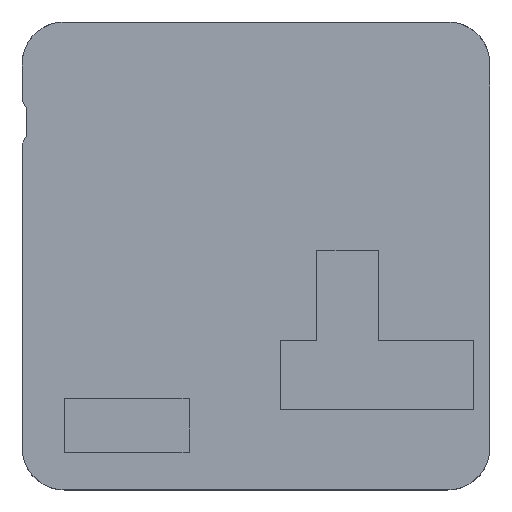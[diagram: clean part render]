
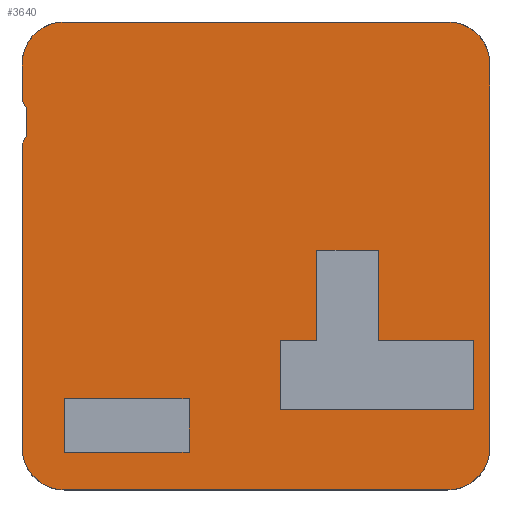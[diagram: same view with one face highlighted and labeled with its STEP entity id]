
A CAD part, top view. The second image highlights one B-rep face of the part: STEP entity #3640.
In plain terms, the highlighted planar face has unit normal (0, 0, 1).
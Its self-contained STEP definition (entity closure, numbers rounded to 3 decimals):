
#14=FACE_BOUND('',#362,.T.);
#15=FACE_BOUND('',#363,.T.);
#182=FACE_OUTER_BOUND('',#361,.T.);
#361=EDGE_LOOP('',(#3135,#3136,#3137,#3138,#3139,#3140,#3141,#3142,#3143,
#3144,#3145,#3146));
#362=EDGE_LOOP('',(#3147,#3148,#3149,#3150,#3151,#3152,#3153,#3154));
#363=EDGE_LOOP('',(#3155,#3156,#3157,#3158));
#449=CIRCLE('',#3856,4.7);
#451=CIRCLE('',#3859,4.7);
#453=CIRCLE('',#3863,4.7);
#454=CIRCLE('',#3865,4.7);
#685=LINE('',#5372,#1160);
#695=LINE('',#5393,#1170);
#836=LINE('',#5713,#1311);
#843=LINE('',#5727,#1318);
#846=LINE('',#5733,#1321);
#849=LINE('',#5738,#1324);
#851=LINE('',#5742,#1326);
#855=LINE('',#5749,#1330);
#863=LINE('',#5768,#1338);
#873=LINE('',#5790,#1348);
#875=LINE('',#5795,#1350);
#878=LINE('',#5800,#1353);
#880=LINE('',#5804,#1355);
#882=LINE('',#5808,#1357);
#889=LINE('',#5820,#1364);
#890=LINE('',#5822,#1365);
#891=LINE('',#5824,#1366);
#892=LINE('',#5825,#1367);
#893=LINE('',#5827,#1368);
#894=LINE('',#5828,#1369);
#1160=VECTOR('',#4367,10.);
#1170=VECTOR('',#4381,10.);
#1311=VECTOR('',#4630,10.);
#1318=VECTOR('',#4639,10.);
#1321=VECTOR('',#4644,10.);
#1324=VECTOR('',#4649,10.);
#1326=VECTOR('',#4653,10.);
#1330=VECTOR('',#4659,10.);
#1338=VECTOR('',#4679,10.);
#1348=VECTOR('',#4701,10.);
#1350=VECTOR('',#4705,10.);
#1353=VECTOR('',#4710,10.);
#1355=VECTOR('',#4714,10.);
#1357=VECTOR('',#4718,10.);
#1364=VECTOR('',#4731,10.);
#1365=VECTOR('',#4732,10.);
#1366=VECTOR('',#4733,10.);
#1367=VECTOR('',#4734,10.);
#1368=VECTOR('',#4735,10.);
#1369=VECTOR('',#4736,10.);
#1581=VERTEX_POINT('',#5369);
#1582=VERTEX_POINT('',#5371);
#1590=VERTEX_POINT('',#5390);
#1591=VERTEX_POINT('',#5392);
#1715=VERTEX_POINT('',#5710);
#1716=VERTEX_POINT('',#5712);
#1721=VERTEX_POINT('',#5724);
#1722=VERTEX_POINT('',#5726);
#1723=VERTEX_POINT('',#5730);
#1724=VERTEX_POINT('',#5732);
#1725=VERTEX_POINT('',#5736);
#1726=VERTEX_POINT('',#5740);
#1728=VERTEX_POINT('',#5747);
#1731=VERTEX_POINT('',#5759);
#1733=VERTEX_POINT('',#5766);
#1739=VERTEX_POINT('',#5786);
#1740=VERTEX_POINT('',#5792);
#1741=VERTEX_POINT('',#5794);
#1742=VERTEX_POINT('',#5798);
#1743=VERTEX_POINT('',#5802);
#1744=VERTEX_POINT('',#5806);
#1747=VERTEX_POINT('',#5821);
#1748=VERTEX_POINT('',#5823);
#1749=VERTEX_POINT('',#5826);
#2016=EDGE_CURVE('',#1582,#1581,#685,.T.);
#2026=EDGE_CURVE('',#1591,#1590,#695,.T.);
#2186=EDGE_CURVE('',#1716,#1715,#836,.T.);
#2193=EDGE_CURVE('',#1722,#1721,#843,.T.);
#2196=EDGE_CURVE('',#1724,#1723,#846,.T.);
#2199=EDGE_CURVE('',#1723,#1725,#849,.T.);
#2201=EDGE_CURVE('',#1725,#1726,#851,.T.);
#2205=EDGE_CURVE('',#1726,#1728,#855,.T.);
#2209=EDGE_CURVE('',#1728,#1582,#449,.T.);
#2212=EDGE_CURVE('',#1581,#1731,#451,.T.);
#2216=EDGE_CURVE('',#1731,#1733,#863,.T.);
#2225=EDGE_CURVE('',#1733,#1591,#453,.T.);
#2228=EDGE_CURVE('',#1590,#1739,#454,.T.);
#2229=EDGE_CURVE('',#1739,#1724,#873,.T.);
#2231=EDGE_CURVE('',#1741,#1740,#875,.T.);
#2234=EDGE_CURVE('',#1742,#1740,#878,.T.);
#2236=EDGE_CURVE('',#1743,#1715,#880,.T.);
#2238=EDGE_CURVE('',#1743,#1744,#882,.T.);
#2245=EDGE_CURVE('',#1721,#1716,#889,.T.);
#2246=EDGE_CURVE('',#1744,#1747,#890,.T.);
#2247=EDGE_CURVE('',#1748,#1747,#891,.T.);
#2248=EDGE_CURVE('',#1748,#1722,#892,.T.);
#2249=EDGE_CURVE('',#1742,#1749,#893,.T.);
#2250=EDGE_CURVE('',#1749,#1741,#894,.T.);
#3135=ORIENTED_EDGE('',*,*,#2229,.T.);
#3136=ORIENTED_EDGE('',*,*,#2196,.T.);
#3137=ORIENTED_EDGE('',*,*,#2199,.T.);
#3138=ORIENTED_EDGE('',*,*,#2201,.T.);
#3139=ORIENTED_EDGE('',*,*,#2205,.T.);
#3140=ORIENTED_EDGE('',*,*,#2209,.T.);
#3141=ORIENTED_EDGE('',*,*,#2016,.T.);
#3142=ORIENTED_EDGE('',*,*,#2212,.T.);
#3143=ORIENTED_EDGE('',*,*,#2216,.T.);
#3144=ORIENTED_EDGE('',*,*,#2225,.T.);
#3145=ORIENTED_EDGE('',*,*,#2026,.T.);
#3146=ORIENTED_EDGE('',*,*,#2228,.T.);
#3147=ORIENTED_EDGE('',*,*,#2245,.T.);
#3148=ORIENTED_EDGE('',*,*,#2186,.T.);
#3149=ORIENTED_EDGE('',*,*,#2236,.F.);
#3150=ORIENTED_EDGE('',*,*,#2238,.T.);
#3151=ORIENTED_EDGE('',*,*,#2246,.T.);
#3152=ORIENTED_EDGE('',*,*,#2247,.F.);
#3153=ORIENTED_EDGE('',*,*,#2248,.T.);
#3154=ORIENTED_EDGE('',*,*,#2193,.T.);
#3155=ORIENTED_EDGE('',*,*,#2249,.T.);
#3156=ORIENTED_EDGE('',*,*,#2250,.T.);
#3157=ORIENTED_EDGE('',*,*,#2231,.T.);
#3158=ORIENTED_EDGE('',*,*,#2234,.F.);
#3466=PLANE('',#3873);
#3640=ADVANCED_FACE('',(#182,#14,#15),#3466,.F.);
#3856=AXIS2_PLACEMENT_3D('',#5755,#4665,#4666);
#3859=AXIS2_PLACEMENT_3D('',#5761,#4672,#4673);
#3863=AXIS2_PLACEMENT_3D('',#5783,#4691,#4692);
#3865=AXIS2_PLACEMENT_3D('',#5788,#4697,#4698);
#3873=AXIS2_PLACEMENT_3D('',#5819,#4729,#4730);
#4367=DIRECTION('',(1.,0.,0.));
#4381=DIRECTION('',(-1.,0.,0.));
#4630=DIRECTION('',(-1.,0.,0.));
#4639=DIRECTION('',(1.,0.,0.));
#4644=DIRECTION('',(0.447,-0.894,0.));
#4649=DIRECTION('',(0.,-1.,0.));
#4653=DIRECTION('',(-0.447,-0.894,0.));
#4659=DIRECTION('',(0.,-1.,0.));
#4665=DIRECTION('center_axis',(0.,0.,1.));
#4666=DIRECTION('ref_axis',(-1.,0.,0.));
#4672=DIRECTION('center_axis',(0.,0.,1.));
#4673=DIRECTION('ref_axis',(0.,-1.,0.));
#4679=DIRECTION('',(0.,1.,0.));
#4691=DIRECTION('center_axis',(0.,0.,1.));
#4692=DIRECTION('ref_axis',(1.,0.,0.));
#4697=DIRECTION('center_axis',(0.,0.,1.));
#4698=DIRECTION('ref_axis',(0.,1.,0.));
#4701=DIRECTION('',(0.,-1.,0.));
#4705=DIRECTION('',(0.,-1.,0.));
#4710=DIRECTION('',(1.,0.,0.));
#4714=DIRECTION('',(0.,-1.,0.));
#4718=DIRECTION('',(1.,0.,0.));
#4729=DIRECTION('center_axis',(0.,0.,-1.));
#4730=DIRECTION('ref_axis',(-1.,0.,0.));
#4731=DIRECTION('',(0.,-1.,0.));
#4732=DIRECTION('',(0.,1.,0.));
#4733=DIRECTION('',(-1.,0.,0.));
#4734=DIRECTION('',(0.,-1.,0.));
#4735=DIRECTION('',(0.,1.,0.));
#4736=DIRECTION('',(1.,0.,0.));
#5369=CARTESIAN_POINT('',(136.,-115.2,12.6));
#5371=CARTESIAN_POINT('',(93.,-115.2,12.6));
#5372=CARTESIAN_POINT('',(93.,-115.2,12.6));
#5390=CARTESIAN_POINT('',(93.,-62.8,12.6));
#5392=CARTESIAN_POINT('',(136.,-62.8,12.6));
#5393=CARTESIAN_POINT('',(136.,-62.8,12.6));
#5710=CARTESIAN_POINT('',(117.215,-106.247,12.6));
#5712=CARTESIAN_POINT('',(138.918,-106.247,12.6));
#5713=CARTESIAN_POINT('',(126.709,-106.247,12.6));
#5724=CARTESIAN_POINT('',(138.918,-98.502,12.6));
#5726=CARTESIAN_POINT('',(128.195,-98.502,12.6));
#5727=CARTESIAN_POINT('',(124.559,-98.502,12.6));
#5730=CARTESIAN_POINT('',(88.8,-72.519,12.6));
#5732=CARTESIAN_POINT('',(88.3,-71.519,12.6));
#5733=CARTESIAN_POINT('',(88.3,-71.519,12.6));
#5736=CARTESIAN_POINT('',(88.8,-75.481,12.6));
#5738=CARTESIAN_POINT('',(88.8,-72.519,12.6));
#5740=CARTESIAN_POINT('',(88.3,-76.481,12.6));
#5742=CARTESIAN_POINT('',(88.8,-75.481,12.6));
#5747=CARTESIAN_POINT('',(88.3,-110.5,12.6));
#5749=CARTESIAN_POINT('',(88.3,-76.481,12.6));
#5755=CARTESIAN_POINT('Origin',(93.,-110.5,12.6));
#5759=CARTESIAN_POINT('',(140.7,-110.5,12.6));
#5761=CARTESIAN_POINT('Origin',(136.,-110.5,12.6));
#5766=CARTESIAN_POINT('',(140.7,-67.5,12.6));
#5768=CARTESIAN_POINT('',(140.7,-110.5,12.6));
#5783=CARTESIAN_POINT('Origin',(136.,-67.5,12.6));
#5786=CARTESIAN_POINT('',(88.3,-67.5,12.6));
#5788=CARTESIAN_POINT('Origin',(93.,-67.5,12.6));
#5790=CARTESIAN_POINT('',(88.3,-67.5,12.6));
#5792=CARTESIAN_POINT('',(107.,-111.,12.6));
#5794=CARTESIAN_POINT('',(107.,-105.,12.6));
#5795=CARTESIAN_POINT('',(107.,-97.,12.6));
#5798=CARTESIAN_POINT('',(93.,-111.,12.6));
#5800=CARTESIAN_POINT('',(110.75,-111.,12.6));
#5802=CARTESIAN_POINT('',(117.215,-98.502,12.6));
#5804=CARTESIAN_POINT('',(117.215,-97.123,12.6));
#5806=CARTESIAN_POINT('',(121.322,-98.502,12.6));
#5808=CARTESIAN_POINT('',(115.358,-98.502,12.6));
#5819=CARTESIAN_POINT('Origin',(114.5,-89.,12.6));
#5820=CARTESIAN_POINT('',(138.918,-97.123,12.6));
#5821=CARTESIAN_POINT('',(121.322,-88.348,12.6));
#5822=CARTESIAN_POINT('',(121.322,-93.751,12.6));
#5823=CARTESIAN_POINT('',(128.195,-88.348,12.6));
#5824=CARTESIAN_POINT('',(117.911,-88.348,12.6));
#5825=CARTESIAN_POINT('',(128.195,-85.674,12.6));
#5826=CARTESIAN_POINT('',(93.,-105.,12.6));
#5827=CARTESIAN_POINT('',(93.,-100.5,12.6));
#5828=CARTESIAN_POINT('',(103.75,-105.,12.6));
